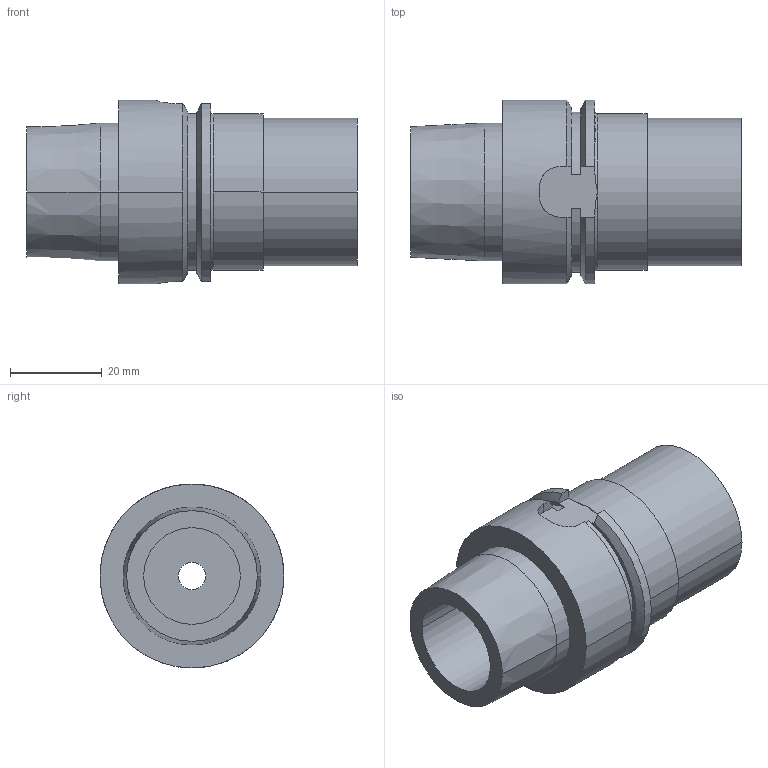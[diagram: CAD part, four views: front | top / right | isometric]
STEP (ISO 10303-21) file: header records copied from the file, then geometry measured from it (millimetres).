
FILE_DESCRIPTION((''),'2;1');
FILE_NAME('84722404','2020-01-27T09:32:24',('Thiemer'),(''),'CREO PARAMETRIC BY PTC INC, 2018400','CREO PARAMETRIC BY PTC INC, 2018400','');
FILE_SCHEMA(('AUTOMOTIVE_DESIGN { 1 0 10303 214 1 1 1 1 }'));
Length unit declared in the file: millimetre
Products named in the file (1): 84722404
Bounding box: 71.9 x 40 x 40 mm (x, y, z)
Volume: 44884.3 mm3; surface area: 13996.8 mm2
Topology: 1 solids, 1 shells, 69 faces, 187 edges, 126 vertices
Faces by surface type: plane 29, cylinder 27, cone 10, torus 3
Entity records: 3346 total; most frequent: CARTESIAN_POINT 549, DIRECTION 409, ORIENTED_EDGE 354, PRESENTATION_STYLE_ASSIGNMENT 211, STYLED_ITEM 211, CURVE_STYLE 210, EDGE_CURVE 177, AXIS2_PLACEMENT_3D 155
